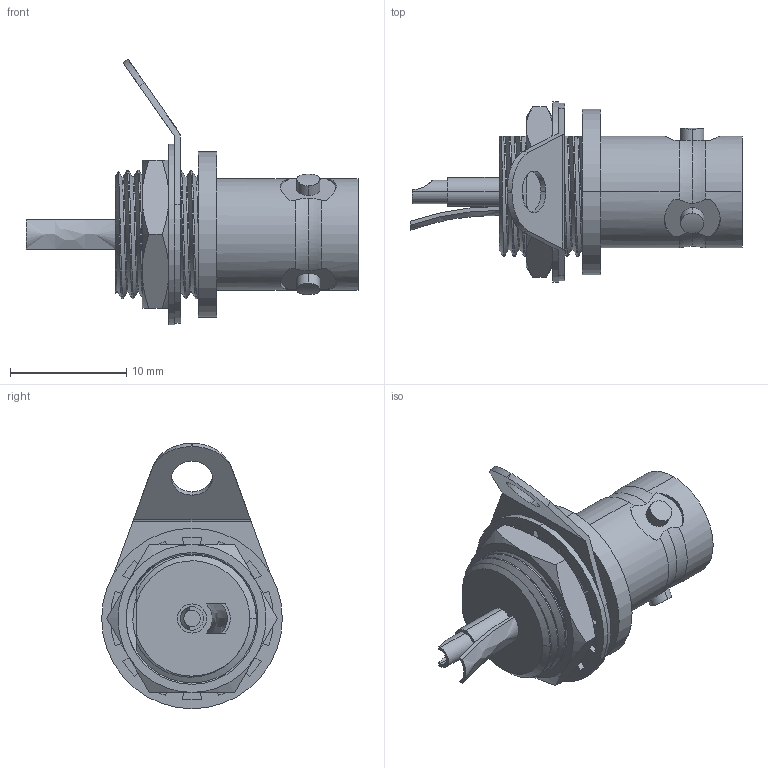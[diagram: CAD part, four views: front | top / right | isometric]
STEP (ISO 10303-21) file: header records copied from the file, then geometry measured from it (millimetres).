
FILE_DESCRIPTION (( 'STEP AP214' ), '1' );
FILE_NAME ('LCCN10-06569_3D.step', '2023-08-18T19:30:34', ( '' ), ( '' ), 'SwSTEP 2.0', 'SolidWorks 2022', '' );
FILE_SCHEMA (( 'AUTOMOTIVE_DESIGN' ));
Length unit declared in the file: inch
Products named in the file (6): Copy of 10-06569-MA2^LCCN10-06569; Copy of 10-06569-MA3^LCCN10-06569; Copy of 10-06569-MA1^LCCN10-06569; LCCN10-06569_3D; Copy of 10-06569-MA4^LCCN10-06569; Copy of 10-06569-MA5^LCCN10-06569
Assembly tree (5 placements, depth 2):
  LCCN10-06569_3D
    Copy of 10-06569-MA1^LCCN10-06569
    Copy of 10-06569-MA4^LCCN10-06569
    Copy of 10-06569-MA2^LCCN10-06569
    Copy of 10-06569-MA3^LCCN10-06569
    Copy of 10-06569-MA5^LCCN10-06569
Bounding box: 28.5 x 15.5 x 22.79 mm (x, y, z)
Volume: 1555.1 mm3; surface area: 2702.5 mm2
Topology: 5 solids, 5 shells, 273 faces, 712 edges, 462 vertices
Faces by surface type: cylinder 107, plane 79, cone 47, bspline 32, torus 8
Entity records: 19010 total; most frequent: CARTESIAN_POINT 12063, ORIENTED_EDGE 1420, DIRECTION 1183, EDGE_CURVE 710, VERTEX_POINT 462, AXIS2_PLACEMENT_3D 460, EDGE_LOOP 296, FACE_OUTER_BOUND 273
